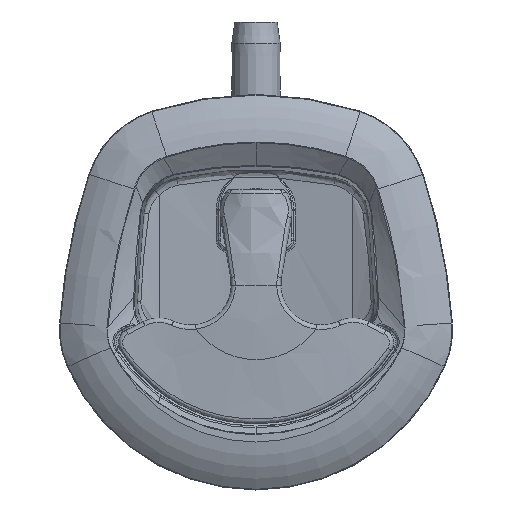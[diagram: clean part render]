
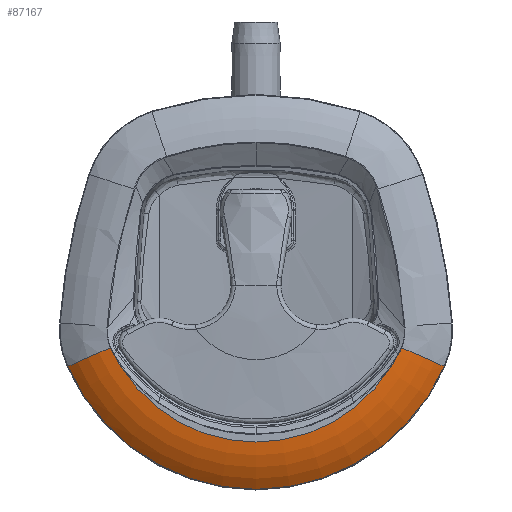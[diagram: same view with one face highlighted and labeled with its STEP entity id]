
A CAD part, top view. The second image highlights one B-rep face of the part: STEP entity #87167.
In plain terms, the highlighted toroidal (fillet/blend) face has major radius 52.75 mm and minor radius 33.299 mm.
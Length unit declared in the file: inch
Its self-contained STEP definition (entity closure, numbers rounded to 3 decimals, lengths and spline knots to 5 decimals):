
#2119=TOROIDAL_SURFACE('',#93636,2.07678,1.311);
#20814=FACE_OUTER_BOUND('',#26208,.T.);
#26208=EDGE_LOOP('',(#68845,#68846,#68847,#68848,#68849,#68850,#68851,#68852,
#68853,#68854));
#30583=CIRCLE('',#93637,1.311);
#30584=CIRCLE('',#93638,2.22334);
#30585=CIRCLE('',#93639,1.311);
#30586=CIRCLE('',#93640,2.88572);
#33921=B_SPLINE_CURVE_WITH_KNOTS('',3,(#151090,#151091,#151092,#151093),
 .UNSPECIFIED.,.F.,.F.,(4,4),(-0.06578,-0.06501),
 .UNSPECIFIED.);
#33922=B_SPLINE_CURVE_WITH_KNOTS('',3,(#151095,#151096,#151097,#151098,
#151099,#151100,#151101,#151102,#151103,#151104),.UNSPECIFIED.,.F.,.F.,
(4,3,3,4),(-0.28278,-0.16722,-0.13949,0.),
 .UNSPECIFIED.);
#33923=B_SPLINE_CURVE_WITH_KNOTS('',3,(#151106,#151107,#151108,#151109,
#151110,#151111,#151112,#151113),.UNSPECIFIED.,.F.,.F.,(4,2,2,4),(-0.48689,
-0.40286,-0.19937,0.),.UNSPECIFIED.);
#33924=B_SPLINE_CURVE_WITH_KNOTS('',3,(#151117,#151118,#151119,#151120,
#151121,#151122,#151123,#151124,#151125,#151126,#151127,#151128,#151129),
 .UNSPECIFIED.,.F.,.F.,(4,3,3,3,4),(-0.27809,-0.20794,
-0.1378,-0.04456,0.),.UNSPECIFIED.);
#33925=B_SPLINE_CURVE_WITH_KNOTS('',3,(#151131,#151132,#151133,#151134,
#151135,#151136,#151137,#151138,#151139,#151140,#151141,#151142,#151143),
 .UNSPECIFIED.,.F.,.F.,(4,3,3,3,4),(-0.28318,-0.14587,
-0.13799,-0.02274,0.),.UNSPECIFIED.);
#33926=B_SPLINE_CURVE_WITH_KNOTS('',3,(#151145,#151146,#151147,#151148),
 .UNSPECIFIED.,.F.,.F.,(4,4),(-0.00077,0.),.UNSPECIFIED.);
#39236=VERTEX_POINT('',#151086);
#39237=VERTEX_POINT('',#151087);
#39238=VERTEX_POINT('',#151089);
#39239=VERTEX_POINT('',#151094);
#39240=VERTEX_POINT('',#151105);
#39241=VERTEX_POINT('',#151114);
#39242=VERTEX_POINT('',#151116);
#39243=VERTEX_POINT('',#151130);
#39244=VERTEX_POINT('',#151144);
#39245=VERTEX_POINT('',#151149);
#49753=EDGE_CURVE('',#39236,#39237,#30583,.T.);
#49754=EDGE_CURVE('',#39238,#39237,#33921,.T.);
#49755=EDGE_CURVE('',#39239,#39238,#33922,.T.);
#49756=EDGE_CURVE('',#39240,#39239,#33923,.T.);
#49757=EDGE_CURVE('',#39240,#39241,#30584,.T.);
#49758=EDGE_CURVE('',#39242,#39241,#33924,.T.);
#49759=EDGE_CURVE('',#39243,#39242,#33925,.T.);
#49760=EDGE_CURVE('',#39244,#39243,#33926,.T.);
#49761=EDGE_CURVE('',#39245,#39244,#30585,.T.);
#49762=EDGE_CURVE('',#39236,#39245,#30586,.T.);
#68845=ORIENTED_EDGE('',*,*,#49753,.T.);
#68846=ORIENTED_EDGE('',*,*,#49754,.F.);
#68847=ORIENTED_EDGE('',*,*,#49755,.F.);
#68848=ORIENTED_EDGE('',*,*,#49756,.F.);
#68849=ORIENTED_EDGE('',*,*,#49757,.T.);
#68850=ORIENTED_EDGE('',*,*,#49758,.F.);
#68851=ORIENTED_EDGE('',*,*,#49759,.F.);
#68852=ORIENTED_EDGE('',*,*,#49760,.F.);
#68853=ORIENTED_EDGE('',*,*,#49761,.F.);
#68854=ORIENTED_EDGE('',*,*,#49762,.F.);
#87167=ADVANCED_FACE('',(#20814),#2119,.T.);
#93636=AXIS2_PLACEMENT_3D('',#151085,#107526,#107527);
#93637=AXIS2_PLACEMENT_3D('',#151088,#107528,#107529);
#93638=AXIS2_PLACEMENT_3D('',#151115,#107530,#107531);
#93639=AXIS2_PLACEMENT_3D('',#151150,#107532,#107533);
#93640=AXIS2_PLACEMENT_3D('',#151151,#107534,#107535);
#107526=DIRECTION('center_axis',(0.,0.,1.));
#107527=DIRECTION('ref_axis',(1.,0.,0.));
#107528=DIRECTION('center_axis',(-0.402,-0.915,
0.));
#107529=DIRECTION('ref_axis',(0.572,-0.251,0.781));
#107530=DIRECTION('center_axis',(0.,0.,-1.));
#107531=DIRECTION('ref_axis',(0.915,-0.402,0.));
#107532=DIRECTION('center_axis',(-0.402,0.915,0.));
#107533=DIRECTION('ref_axis',(-0.572,-0.251,0.781));
#107534=DIRECTION('center_axis',(0.,0.,-1.));
#107535=DIRECTION('ref_axis',(0.,-1.,0.));
#151085=CARTESIAN_POINT('Origin',(0.,1.3923,-1.02378));
#151086=CARTESIAN_POINT('',(2.64182,0.23119,0.00788));
#151087=CARTESIAN_POINT('',(2.04543,0.49331,0.27772));
#151088=CARTESIAN_POINT('Origin',(1.90125,0.55668,-1.02378));
#151089=CARTESIAN_POINT('',(2.04532,0.49302,0.27772));
#151090=CARTESIAN_POINT('Ctrl Pts',(2.04532,0.49302,
0.27772));
#151091=CARTESIAN_POINT('Ctrl Pts',(2.04536,0.49312,
0.27772));
#151092=CARTESIAN_POINT('Ctrl Pts',(2.0454,0.49321,0.27772));
#151093=CARTESIAN_POINT('Ctrl Pts',(2.04543,0.49331,
0.27772));
#151094=CARTESIAN_POINT('',(1.99625,0.39338,0.27797));
#151095=CARTESIAN_POINT('Ctrl Pts',(1.99625,0.39338,
0.27797));
#151096=CARTESIAN_POINT('Ctrl Pts',(2.00388,0.40651,
0.27786));
#151097=CARTESIAN_POINT('Ctrl Pts',(2.0111,0.41977,
0.27777));
#151098=CARTESIAN_POINT('Ctrl Pts',(2.01796,0.43325,
0.27773));
#151099=CARTESIAN_POINT('Ctrl Pts',(2.01961,0.43649,0.27771));
#151100=CARTESIAN_POINT('Ctrl Pts',(2.02124,0.43974,
0.2777));
#151101=CARTESIAN_POINT('Ctrl Pts',(2.02284,0.44301,
0.2777));
#151102=CARTESIAN_POINT('Ctrl Pts',(2.03092,0.45943,
0.27766));
#151103=CARTESIAN_POINT('Ctrl Pts',(2.0384,0.47608,
0.27766));
#151104=CARTESIAN_POINT('Ctrl Pts',(2.04532,0.49302,
0.27772));
#151105=CARTESIAN_POINT('',(1.89648,0.23186,0.279));
#151106=CARTESIAN_POINT('Ctrl Pts',(1.89648,0.23186,
0.279));
#151107=CARTESIAN_POINT('Ctrl Pts',(1.90194,0.24079,
0.279));
#151108=CARTESIAN_POINT('Ctrl Pts',(1.9119,0.25636,
0.27894));
#151109=CARTESIAN_POINT('Ctrl Pts',(1.92416,0.27555,0.27885));
#151110=CARTESIAN_POINT('Ctrl Pts',(1.94228,0.30398,
0.27867));
#151111=CARTESIAN_POINT('Ctrl Pts',(1.96997,0.34885,0.27834));
#151112=CARTESIAN_POINT('Ctrl Pts',(1.98312,0.37075,
0.27816));
#151113=CARTESIAN_POINT('Ctrl Pts',(1.99625,0.39338,
0.27797));
#151114=CARTESIAN_POINT('',(-1.89648,0.23186,0.279));
#151115=CARTESIAN_POINT('Origin',(0.,1.3923,0.279));
#151116=CARTESIAN_POINT('',(-1.99625,0.39338,0.27797));
#151117=CARTESIAN_POINT('Ctrl Pts',(-1.99625,0.39338,
0.27797));
#151118=CARTESIAN_POINT('Ctrl Pts',(-1.98716,0.37771,
0.2781));
#151119=CARTESIAN_POINT('Ctrl Pts',(-1.97817,0.3626,
0.27822));
#151120=CARTESIAN_POINT('Ctrl Pts',(-1.96901,0.3475,
0.27834));
#151121=CARTESIAN_POINT('Ctrl Pts',(-1.95986,0.3324,
0.27846));
#151122=CARTESIAN_POINT('Ctrl Pts',(-1.95054,0.31732,
0.27857));
#151123=CARTESIAN_POINT('Ctrl Pts',(-1.94075,0.30175,
0.27868));
#151124=CARTESIAN_POINT('Ctrl Pts',(-1.92773,0.28105,
0.27882));
#151125=CARTESIAN_POINT('Ctrl Pts',(-1.91638,0.26343,
0.27891));
#151126=CARTESIAN_POINT('Ctrl Pts',(-1.90748,0.24942,
0.27896));
#151127=CARTESIAN_POINT('Ctrl Pts',(-1.90322,0.24272,
0.27899));
#151128=CARTESIAN_POINT('Ctrl Pts',(-1.89953,0.23685,
0.279));
#151129=CARTESIAN_POINT('Ctrl Pts',(-1.89648,0.23186,
0.279));
#151130=CARTESIAN_POINT('',(-2.04532,0.49302,0.27772));
#151131=CARTESIAN_POINT('Ctrl Pts',(-2.04532,0.49302,
0.27772));
#151132=CARTESIAN_POINT('Ctrl Pts',(-2.03851,0.47637,
0.27766));
#151133=CARTESIAN_POINT('Ctrl Pts',(-2.03117,0.46,
0.27766));
#151134=CARTESIAN_POINT('Ctrl Pts',(-2.02326,0.44385,
0.27769));
#151135=CARTESIAN_POINT('Ctrl Pts',(-2.0228,0.44292,
0.2777));
#151136=CARTESIAN_POINT('Ctrl Pts',(-2.02235,0.442,
0.2777));
#151137=CARTESIAN_POINT('Ctrl Pts',(-2.02189,0.44107,
0.2777));
#151138=CARTESIAN_POINT('Ctrl Pts',(-2.01519,0.42754,
0.27774));
#151139=CARTESIAN_POINT('Ctrl Pts',(-2.00814,0.41426,
0.27781));
#151140=CARTESIAN_POINT('Ctrl Pts',(-2.0007,0.40113,
0.27791));
#151141=CARTESIAN_POINT('Ctrl Pts',(-1.99923,0.39854,
0.27793));
#151142=CARTESIAN_POINT('Ctrl Pts',(-1.99775,0.39596,
0.27795));
#151143=CARTESIAN_POINT('Ctrl Pts',(-1.99625,0.39338,
0.27797));
#151144=CARTESIAN_POINT('',(-2.04543,0.49331,0.27772));
#151145=CARTESIAN_POINT('Ctrl Pts',(-2.04543,0.49331,
0.27772));
#151146=CARTESIAN_POINT('Ctrl Pts',(-2.0454,0.49321,
0.27772));
#151147=CARTESIAN_POINT('Ctrl Pts',(-2.04536,0.49312,
0.27772));
#151148=CARTESIAN_POINT('Ctrl Pts',(-2.04532,0.49302,
0.27772));
#151149=CARTESIAN_POINT('',(-2.64182,0.23119,0.00788));
#151150=CARTESIAN_POINT('Origin',(-1.90125,0.55668,-1.02378));
#151151=CARTESIAN_POINT('Origin',(0.,1.3923,0.00788));
